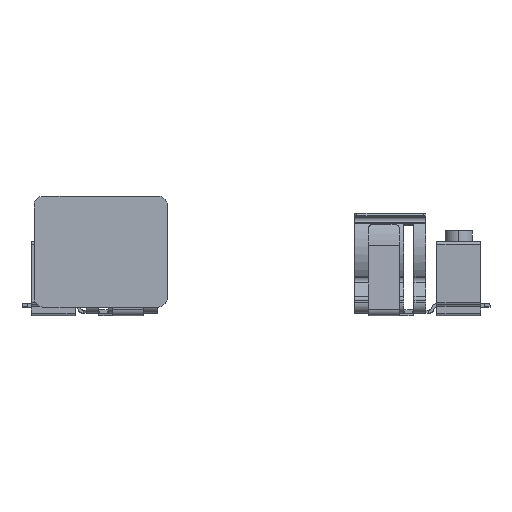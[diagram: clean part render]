
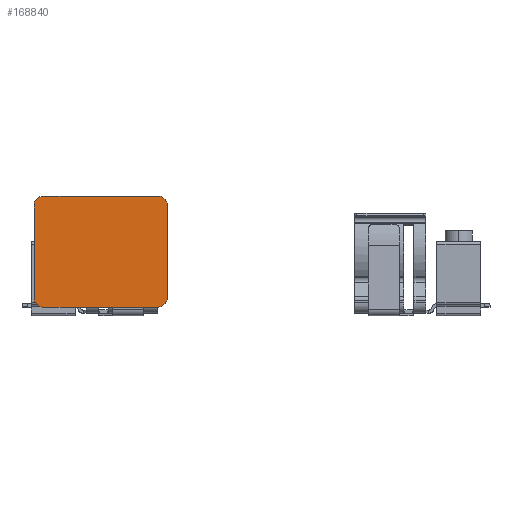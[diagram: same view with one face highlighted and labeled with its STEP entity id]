
A CAD part, top view. The second image highlights one B-rep face of the part: STEP entity #168840.
In plain terms, the highlighted planar face has unit normal (0, 0.009, 1).
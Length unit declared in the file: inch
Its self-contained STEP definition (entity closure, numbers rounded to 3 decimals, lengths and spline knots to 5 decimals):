
#4347 = AXIS2_PLACEMENT_3D ( 'NONE', #126033, #39346, #140590 ) ;
#6723 = CARTESIAN_POINT ( 'NONE',  ( -0.52136, 1.04541, 5.76874 ) ) ;
#7609 = DIRECTION ( 'NONE',  ( -1., 0., 0. ) ) ;
#9812 = CIRCLE ( 'NONE', #140034, 0.07874 ) ;
#9908 = EDGE_CURVE ( 'NONE', #186548, #29333, #17554, .T. ) ;
#15895 = CARTESIAN_POINT ( 'NONE',  ( -1.03317, 1.04541, 5.76874 ) ) ;
#17554 = LINE ( 'NONE', #74971, #128607 ) ;
#20451 = CIRCLE ( 'NONE', #73226, 0.07874 ) ;
#26772 = VERTEX_POINT ( 'NONE', #176780 ) ;
#28144 = LINE ( 'NONE', #87959, #177623 ) ;
#29333 = VERTEX_POINT ( 'NONE', #37822 ) ;
#32669 = CIRCLE ( 'NONE', #80354, 0.07874 ) ;
#33992 = CARTESIAN_POINT ( 'NONE',  ( -1.11191, 1.95088, 5.76083 ) ) ;
#34727 = ORIENTED_EDGE ( 'NONE', *, *, #167724, .T. ) ;
#35259 = DIRECTION ( 'NONE',  ( 1., 0., 0. ) ) ;
#36606 = EDGE_LOOP ( 'NONE', ( #179630, #34727, #121006, #78609, #178230, #38027, #58150, #62800 ) ) ;
#37822 = CARTESIAN_POINT ( 'NONE',  ( 0.06919, 1.95088, 5.76083 ) ) ;
#38027 = ORIENTED_EDGE ( 'NONE', *, *, #81481, .T. ) ;
#39346 = DIRECTION ( 'NONE',  ( 0., 0.009, 1. ) ) ;
#41603 = EDGE_CURVE ( 'NONE', #26772, #77446, #28144, .T. ) ;
#42623 = VECTOR ( 'NONE', #35259, 39.37008 ) ;
#47166 = LINE ( 'NONE', #6723, #42623 ) ;
#49725 = DIRECTION ( 'NONE',  ( 0., 0.009, 1. ) ) ;
#53093 = VERTEX_POINT ( 'NONE', #33992 ) ;
#58150 = ORIENTED_EDGE ( 'NONE', *, *, #9908, .T. ) ;
#58842 = CARTESIAN_POINT ( 'NONE',  ( -1.11191, 1.53751, 5.76444 ) ) ;
#62800 = ORIENTED_EDGE ( 'NONE', *, *, #64557, .T. ) ;
#64557 = EDGE_CURVE ( 'NONE', #29333, #26772, #32669, .T. ) ;
#66200 = CARTESIAN_POINT ( 'NONE',  ( -1.11191, 1.12414, 5.76805 ) ) ;
#66475 = CARTESIAN_POINT ( 'NONE',  ( -0.00955, 1.04541, 5.76874 ) ) ;
#69161 = DIRECTION ( 'NONE',  ( 0., 0.009, 1. ) ) ;
#71946 = DIRECTION ( 'NONE',  ( 0., 0.009, 1. ) ) ;
#73226 = AXIS2_PLACEMENT_3D ( 'NONE', #136477, #49725, #151070 ) ;
#74971 = CARTESIAN_POINT ( 'NONE',  ( 0.06919, 1.53751, 5.76444 ) ) ;
#76922 = FACE_OUTER_BOUND ( 'NONE', #36606, .T. ) ;
#77446 = VERTEX_POINT ( 'NONE', #128892 ) ;
#78609 = ORIENTED_EDGE ( 'NONE', *, *, #150607, .T. ) ;
#80354 = AXIS2_PLACEMENT_3D ( 'NONE', #158722, #71946, #173192 ) ;
#80949 = VERTEX_POINT ( 'NONE', #15895 ) ;
#81481 = EDGE_CURVE ( 'NONE', #139736, #186548, #97802, .T. ) ;
#82563 = LINE ( 'NONE', #58842, #159637 ) ;
#87959 = CARTESIAN_POINT ( 'NONE',  ( -0.52136, 2.02962, 5.76015 ) ) ;
#89447 = DIRECTION ( 'NONE',  ( 0., 1., -0.009 ) ) ;
#94370 = DIRECTION ( 'NONE',  ( 0., 0.009, 1. ) ) ;
#97802 = CIRCLE ( 'NONE', #103906, 0.07874 ) ;
#103906 = AXIS2_PLACEMENT_3D ( 'NONE', #181006, #94370, #7609 ) ;
#104412 = EDGE_CURVE ( 'NONE', #80949, #139736, #47166, .T. ) ;
#117654 = VERTEX_POINT ( 'NONE', #66200 ) ;
#121006 = ORIENTED_EDGE ( 'NONE', *, *, #181716, .T. ) ;
#126033 = CARTESIAN_POINT ( 'NONE',  ( -0.52136, 1.53751, 5.76444 ) ) ;
#128607 = VECTOR ( 'NONE', #89447, 39.37008 ) ;
#128892 = CARTESIAN_POINT ( 'NONE',  ( -1.03317, 2.02962, 5.76015 ) ) ;
#136477 = CARTESIAN_POINT ( 'NONE',  ( -1.03317, 1.12414, 5.76805 ) ) ;
#139736 = VERTEX_POINT ( 'NONE', #66475 ) ;
#140034 = AXIS2_PLACEMENT_3D ( 'NONE', #155962, #69161, #170444 ) ;
#140590 = DIRECTION ( 'NONE',  ( 1., 0., 0. ) ) ;
#150607 = EDGE_CURVE ( 'NONE', #117654, #80949, #20451, .T. ) ;
#151070 = DIRECTION ( 'NONE',  ( -1., 0., 0. ) ) ;
#154595 = PLANE ( 'NONE',  #4347 ) ;
#155962 = CARTESIAN_POINT ( 'NONE',  ( -1.03317, 1.95088, 5.76083 ) ) ;
#158722 = CARTESIAN_POINT ( 'NONE',  ( -0.00955, 1.95088, 5.76083 ) ) ;
#159539 = DIRECTION ( 'NONE',  ( 0., -1., 0.009 ) ) ;
#159637 = VECTOR ( 'NONE', #159539, 39.37008 ) ;
#160186 = DIRECTION ( 'NONE',  ( -1., 0., 0. ) ) ;
#167724 = EDGE_CURVE ( 'NONE', #77446, #53093, #9812, .T. ) ;
#168840 = ADVANCED_FACE ( 'NONE', ( #76922 ), #154595, .T. ) ;
#170444 = DIRECTION ( 'NONE',  ( -1., 0., 0. ) ) ;
#173192 = DIRECTION ( 'NONE',  ( -1., 0., 0. ) ) ;
#176308 = CARTESIAN_POINT ( 'NONE',  ( 0.06919, 1.12414, 5.76805 ) ) ;
#176780 = CARTESIAN_POINT ( 'NONE',  ( -0.00955, 2.02962, 5.76015 ) ) ;
#177623 = VECTOR ( 'NONE', #160186, 39.37008 ) ;
#178230 = ORIENTED_EDGE ( 'NONE', *, *, #104412, .T. ) ;
#179630 = ORIENTED_EDGE ( 'NONE', *, *, #41603, .T. ) ;
#181006 = CARTESIAN_POINT ( 'NONE',  ( -0.00955, 1.12414, 5.76805 ) ) ;
#181716 = EDGE_CURVE ( 'NONE', #53093, #117654, #82563, .T. ) ;
#186548 = VERTEX_POINT ( 'NONE', #176308 ) ;
